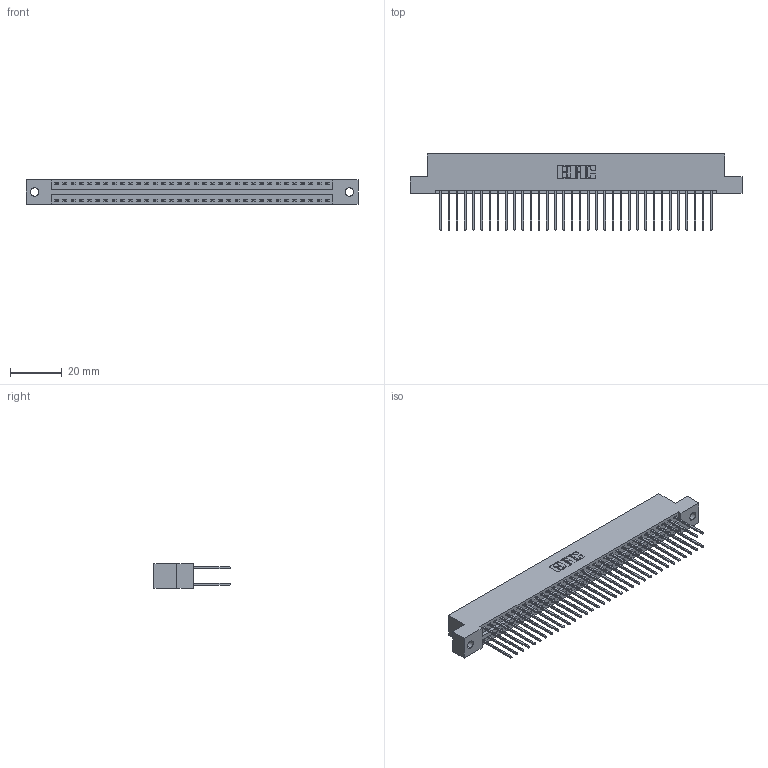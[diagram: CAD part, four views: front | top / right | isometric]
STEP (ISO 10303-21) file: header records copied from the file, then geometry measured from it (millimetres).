
FILE_DESCRIPTION (( 'STEP AP203' ), '1' );
FILE_NAME ('396-068-540-202.STEP', '2018-09-09T06:43:33', ( '' ), ( '' ), 'SwSTEP 2.0', 'SolidWorks 2016', '' );
FILE_SCHEMA (( 'CONFIG_CONTROL_DESIGN' ));
Length unit declared in the file: inch
Products named in the file (3): 346 Part_Flush Mounting Lugs - 0.128 Dia; 345-292-001_345-293-140; 396-068-540-202
Assembly tree (69 placements, depth 2):
  396-068-540-202
    346 Part_Flush Mounting Lugs - 0.128 Dia
    345-292-001_345-293-140  x68
Bounding box: 128.52 x 29.46 x 9.4 mm (x, y, z)
Volume: 12691.7 mm3; surface area: 18269.9 mm2
Topology: 69 solids, 69 shells, 3658 faces, 10869 edges, 7154 vertices
Faces by surface type: plane 2456, cylinder 1202
Entity records: 23287 total; most frequent: CARTESIAN_POINT 3848, ORIENTED_EDGE 3782, DIRECTION 3443, EDGE_CURVE 1891, VECTOR 1623, LINE 1623, VERTEX_POINT 1258, AXIS2_PLACEMENT_3D 910
